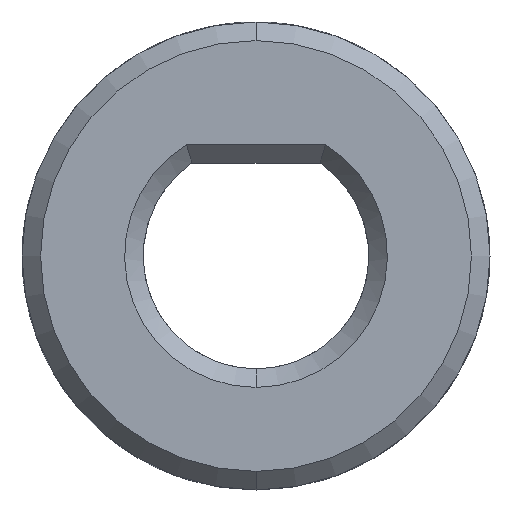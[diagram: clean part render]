
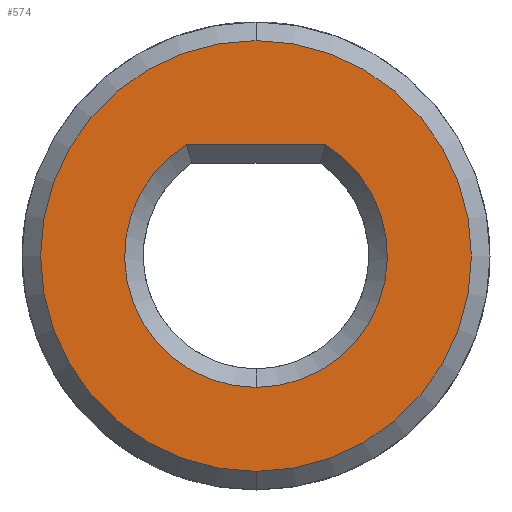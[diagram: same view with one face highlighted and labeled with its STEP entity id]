
A CAD part, front view. The second image highlights one B-rep face of the part: STEP entity #574.
In plain terms, the highlighted planar face has unit normal (0, -1, 0).
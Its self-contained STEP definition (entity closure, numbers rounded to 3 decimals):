
#24 = DIRECTION ( 'NONE',  ( 0., 1., 0. ) ) ;
#41 = AXIS2_PLACEMENT_3D ( 'NONE', #471, #284, #835 ) ;
#74 = CARTESIAN_POINT ( 'NONE',  ( -3.746, 0., 6.002 ) ) ;
#79 = DIRECTION ( 'NONE',  ( 1., 0., 0. ) ) ;
#95 = CARTESIAN_POINT ( 'NONE',  ( 0., 0., 0. ) ) ;
#103 = AXIS2_PLACEMENT_3D ( 'NONE', #324, #617, #706 ) ;
#143 = ORIENTED_EDGE ( 'NONE', *, *, #1069, .T. ) ;
#146 = VERTEX_POINT ( 'NONE', #74 ) ;
#160 = EDGE_LOOP ( 'NONE', ( #1000, #877 ) ) ;
#202 = CIRCLE ( 'NONE', #962, 7.075 ) ;
#205 = VERTEX_POINT ( 'NONE', #559 ) ;
#237 = ORIENTED_EDGE ( 'NONE', *, *, #761, .T. ) ;
#241 = EDGE_CURVE ( 'NONE', #259, #1120, #1174, .T. ) ;
#259 = VERTEX_POINT ( 'NONE', #853 ) ;
#282 = CARTESIAN_POINT ( 'NONE',  ( 0., 0., -7.075 ) ) ;
#284 = DIRECTION ( 'NONE',  ( 0., 1., 0. ) ) ;
#324 = CARTESIAN_POINT ( 'NONE',  ( 0., 0., 0. ) ) ;
#328 = LINE ( 'NONE', #573, #491 ) ;
#356 = FACE_OUTER_BOUND ( 'NONE', #160, .T. ) ;
#367 = CARTESIAN_POINT ( 'NONE',  ( 0., 0., -11.6 ) ) ;
#376 = EDGE_LOOP ( 'NONE', ( #434, #143, #237 ) ) ;
#394 = CIRCLE ( 'NONE', #1193, 11.6 ) ;
#434 = ORIENTED_EDGE ( 'NONE', *, *, #241, .T. ) ;
#456 = CIRCLE ( 'NONE', #103, 11.6 ) ;
#471 = CARTESIAN_POINT ( 'NONE',  ( 0., 0., 0. ) ) ;
#479 = DIRECTION ( 'NONE',  ( 0., 1., 0. ) ) ;
#491 = VECTOR ( 'NONE', #79, 1000. ) ;
#559 = CARTESIAN_POINT ( 'NONE',  ( 0., 0., 11.6 ) ) ;
#573 = CARTESIAN_POINT ( 'NONE',  ( 3.447, 0., 6.002 ) ) ;
#574 = ADVANCED_FACE ( 'NONE', ( #356, #768 ), #1150, .F. ) ;
#606 = DIRECTION ( 'NONE',  ( 0., 0., 1. ) ) ;
#617 = DIRECTION ( 'NONE',  ( 0., -1., 0. ) ) ;
#678 = AXIS2_PLACEMENT_3D ( 'NONE', #1054, #24, #606 ) ;
#706 = DIRECTION ( 'NONE',  ( 0., 0., 1. ) ) ;
#714 = EDGE_CURVE ( 'NONE', #1158, #205, #456, .T. ) ;
#761 = EDGE_CURVE ( 'NONE', #146, #259, #328, .T. ) ;
#768 = FACE_BOUND ( 'NONE', #376, .T. ) ;
#835 = DIRECTION ( 'NONE',  ( 0., 0., 1. ) ) ;
#853 = CARTESIAN_POINT ( 'NONE',  ( 3.746, 0., 6.002 ) ) ;
#877 = ORIENTED_EDGE ( 'NONE', *, *, #714, .T. ) ;
#962 = AXIS2_PLACEMENT_3D ( 'NONE', #95, #479, #1138 ) ;
#991 = DIRECTION ( 'NONE',  ( 0., 0., 1. ) ) ;
#993 = DIRECTION ( 'NONE',  ( 0., -1., 0. ) ) ;
#1000 = ORIENTED_EDGE ( 'NONE', *, *, #1164, .T. ) ;
#1033 = CARTESIAN_POINT ( 'NONE',  ( 0., 0., 0. ) ) ;
#1054 = CARTESIAN_POINT ( 'NONE',  ( 0., 0., 0. ) ) ;
#1069 = EDGE_CURVE ( 'NONE', #1120, #146, #202, .T. ) ;
#1120 = VERTEX_POINT ( 'NONE', #282 ) ;
#1138 = DIRECTION ( 'NONE',  ( 0., 0., 1. ) ) ;
#1150 = PLANE ( 'NONE',  #678 ) ;
#1158 = VERTEX_POINT ( 'NONE', #367 ) ;
#1164 = EDGE_CURVE ( 'NONE', #205, #1158, #394, .T. ) ;
#1174 = CIRCLE ( 'NONE', #41, 7.075 ) ;
#1193 = AXIS2_PLACEMENT_3D ( 'NONE', #1033, #993, #991 ) ;
